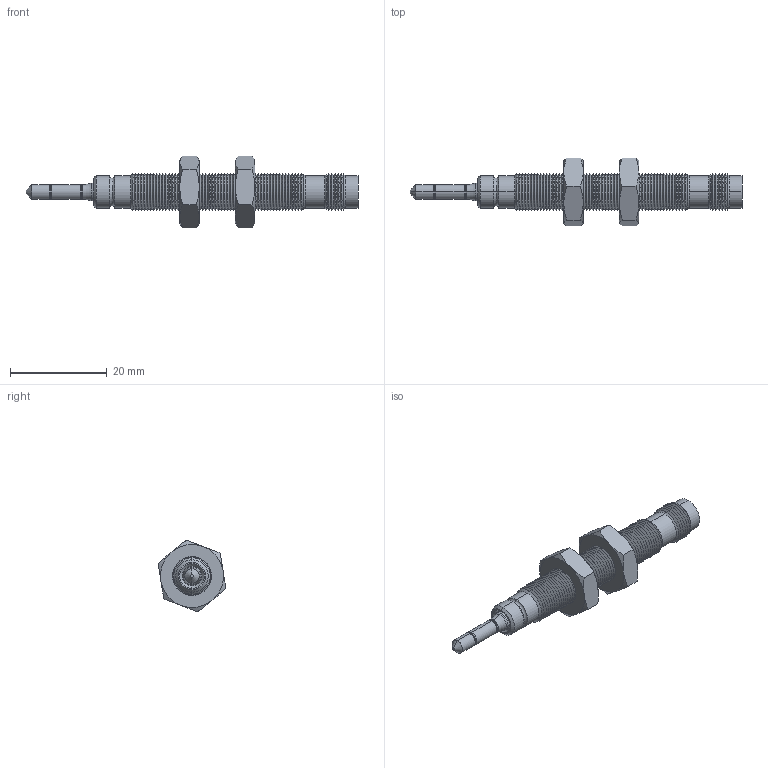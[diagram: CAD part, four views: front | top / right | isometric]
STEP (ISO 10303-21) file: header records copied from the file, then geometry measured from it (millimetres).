
FILE_DESCRIPTION (( 'STEP AP203' ), '1' );
FILE_NAME ('SNS04.STEP', '2012-08-01T21:18:51', ( 'SyronIT' ), ( 'Syron' ), 'SwSTEP 2.0', 'SolidWorks 2011', '' );
FILE_SCHEMA (( 'CONFIG_CONTROL_DESIGN' ));
Length unit declared in the file: inch
Products named in the file (5): 13663; SNS04; 03800; Hex Nut Jam_Syron Metric_PreviewCfg; 46.0449
Assembly tree (5 placements, depth 2):
  SNS04
    13663
    46.0449
    03800
    Hex Nut Jam_Syron Metric_PreviewCfg  x2
Bounding box: 68.58 x 14.03 x 14.82 mm (x, y, z)
Volume: 2007.1 mm3; surface area: 4596.8 mm2
Topology: 5 solids, 5 shells, 405 faces, 822 edges, 430 vertices
Faces by surface type: cone 302, cylinder 54, plane 26, torus 20, sphere 3
Entity records: 10177 total; most frequent: DIRECTION 1900, CARTESIAN_POINT 1668, ORIENTED_EDGE 1508, AXIS2_PLACEMENT_3D 785, EDGE_CURVE 754, CIRCLE 400, VERTEX_POINT 393, EDGE_LOOP 389
